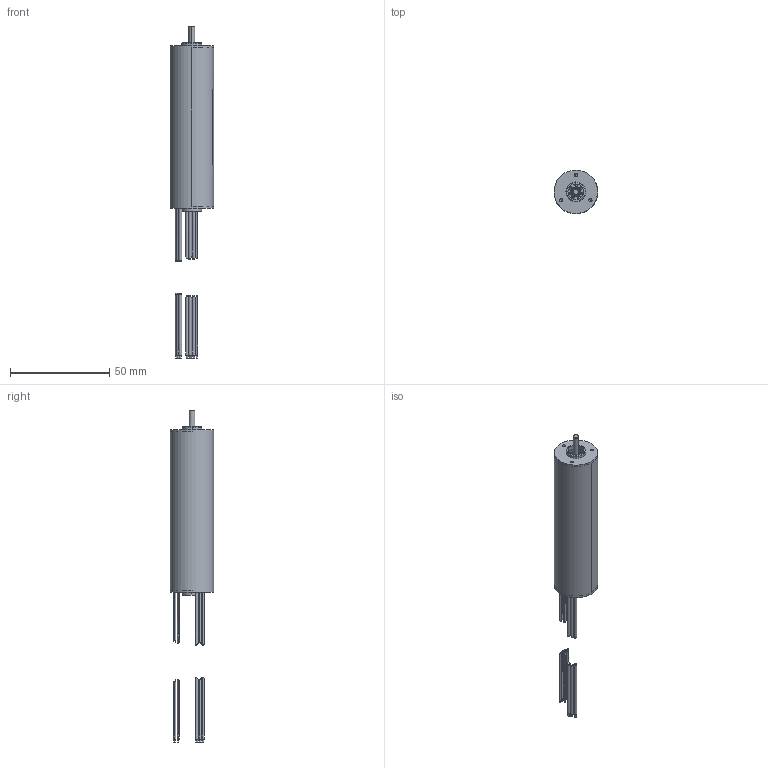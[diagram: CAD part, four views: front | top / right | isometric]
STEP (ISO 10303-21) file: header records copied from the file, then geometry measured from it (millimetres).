
FILE_DESCRIPTION((''),'2;1');
FILE_NAME('22ECT82_ASM','2016-03-09T',('vinayak.bharmal'),(''),'PRO/ENGINEER BY PARAMETRIC TECHNOLOGY CORPORATION, 2014310','PRO/ENGINEER BY PARAMETRIC TECHNOLOGY CORPORATION, 2014310','');
FILE_SCHEMA(('CONFIG_CONTROL_DESIGN'));
Length unit declared in the file: millimetre
Products named in the file (1): 22ECT82_ASM
Bounding box: 22.15 x 22 x 167.55 mm (x, y, z)
Volume: 31784.4 mm3; surface area: 9435.4 mm2
Topology: 11 solids, 15 shells, 250 faces, 644 edges, 389 vertices
Faces by surface type: cylinder 111, plane 47, torus 30, sphere 26, extrusion 20, cone 16
Entity records: 8629 total; most frequent: CARTESIAN_POINT 2674, DIRECTION 1298, ORIENTED_EDGE 1184, EDGE_CURVE 592, AXIS2_PLACEMENT_3D 570, VERTEX_POINT 389, CIRCLE 340, EDGE_LOOP 289
